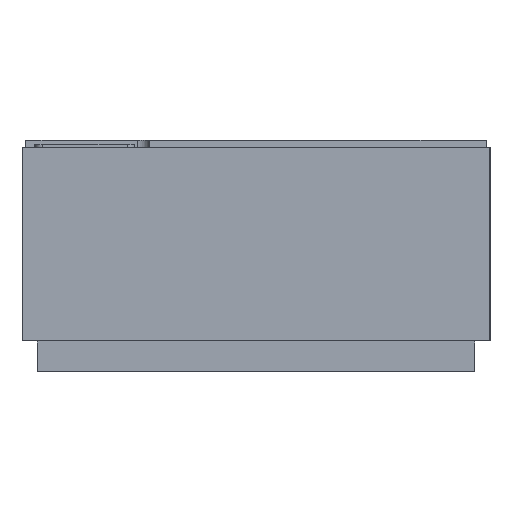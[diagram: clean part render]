
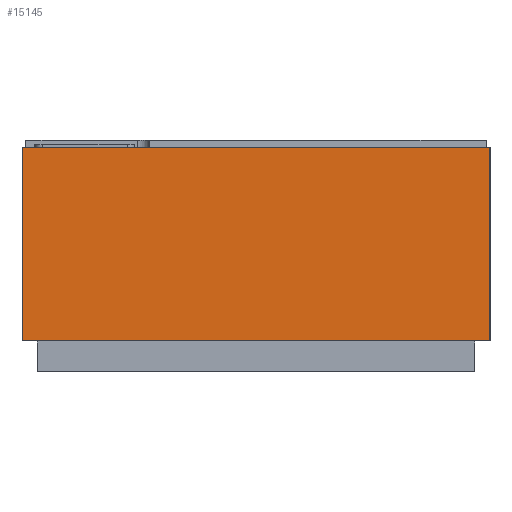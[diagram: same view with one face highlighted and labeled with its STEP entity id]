
A CAD part, left-side view. The second image highlights one B-rep face of the part: STEP entity #15145.
In plain terms, the highlighted planar face has unit normal (-1, 0, 0).
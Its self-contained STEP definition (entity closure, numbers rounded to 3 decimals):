
#240 = CARTESIAN_POINT ( 'NONE',  ( -3.2, 1.515, 1.45 ) ) ;
#461 = VERTEX_POINT ( 'NONE', #4822 ) ;
#1049 = PLANE ( 'NONE',  #5376 ) ;
#2078 = DIRECTION ( 'NONE',  ( 1., 0., 0. ) ) ;
#2201 = CARTESIAN_POINT ( 'NONE',  ( -3.2, -1.515, 1.5 ) ) ;
#2844 = CARTESIAN_POINT ( 'NONE',  ( -3.2, 1.515, 1.45 ) ) ;
#2897 = ORIENTED_EDGE ( 'NONE', *, *, #7566, .F. ) ;
#3117 = LINE ( 'NONE', #14274, #15493 ) ;
#3323 = CARTESIAN_POINT ( 'NONE',  ( -3.2, -1.515, 0.2 ) ) ;
#3874 = EDGE_CURVE ( 'NONE', #8192, #3983, #9305, .T. ) ;
#3983 = VERTEX_POINT ( 'NONE', #8710 ) ;
#4822 = CARTESIAN_POINT ( 'NONE',  ( -3.2, 1.515, 0.2 ) ) ;
#5376 = AXIS2_PLACEMENT_3D ( 'NONE', #10456, #2078, #15392 ) ;
#5867 = DIRECTION ( 'NONE',  ( 0., 0., -1. ) ) ;
#6027 = FACE_OUTER_BOUND ( 'NONE', #10257, .T. ) ;
#7076 = EDGE_CURVE ( 'NONE', #9288, #8192, #13104, .T. ) ;
#7345 = ORIENTED_EDGE ( 'NONE', *, *, #7076, .F. ) ;
#7566 = EDGE_CURVE ( 'NONE', #3983, #461, #14580, .T. ) ;
#7604 = ORIENTED_EDGE ( 'NONE', *, *, #10668, .T. ) ;
#8192 = VERTEX_POINT ( 'NONE', #15315 ) ;
#8710 = CARTESIAN_POINT ( 'NONE',  ( -3.2, -1.515, 0.2 ) ) ;
#9288 = VERTEX_POINT ( 'NONE', #2844 ) ;
#9305 = LINE ( 'NONE', #2201, #11924 ) ;
#9775 = DIRECTION ( 'NONE',  ( 0., 1., 0. ) ) ;
#10257 = EDGE_LOOP ( 'NONE', ( #12060, #7345, #7604, #2897 ) ) ;
#10456 = CARTESIAN_POINT ( 'NONE',  ( -3.2, 1.515, 1.5 ) ) ;
#10469 = DIRECTION ( 'NONE',  ( 0., 0., -1. ) ) ;
#10668 = EDGE_CURVE ( 'NONE', #9288, #461, #3117, .T. ) ;
#10997 = VECTOR ( 'NONE', #11008, 1000. ) ;
#11008 = DIRECTION ( 'NONE',  ( 0., -1., 0. ) ) ;
#11384 = VECTOR ( 'NONE', #9775, 1000. ) ;
#11924 = VECTOR ( 'NONE', #10469, 1000. ) ;
#12060 = ORIENTED_EDGE ( 'NONE', *, *, #3874, .F. ) ;
#13104 = LINE ( 'NONE', #240, #10997 ) ;
#14274 = CARTESIAN_POINT ( 'NONE',  ( -3.2, 1.515, 1.5 ) ) ;
#14580 = LINE ( 'NONE', #3323, #11384 ) ;
#15145 = ADVANCED_FACE ( 'NONE', ( #6027 ), #1049, .F. ) ;
#15315 = CARTESIAN_POINT ( 'NONE',  ( -3.2, -1.515, 1.45 ) ) ;
#15392 = DIRECTION ( 'NONE',  ( 0., 1., 0. ) ) ;
#15493 = VECTOR ( 'NONE', #5867, 1000. ) ;
